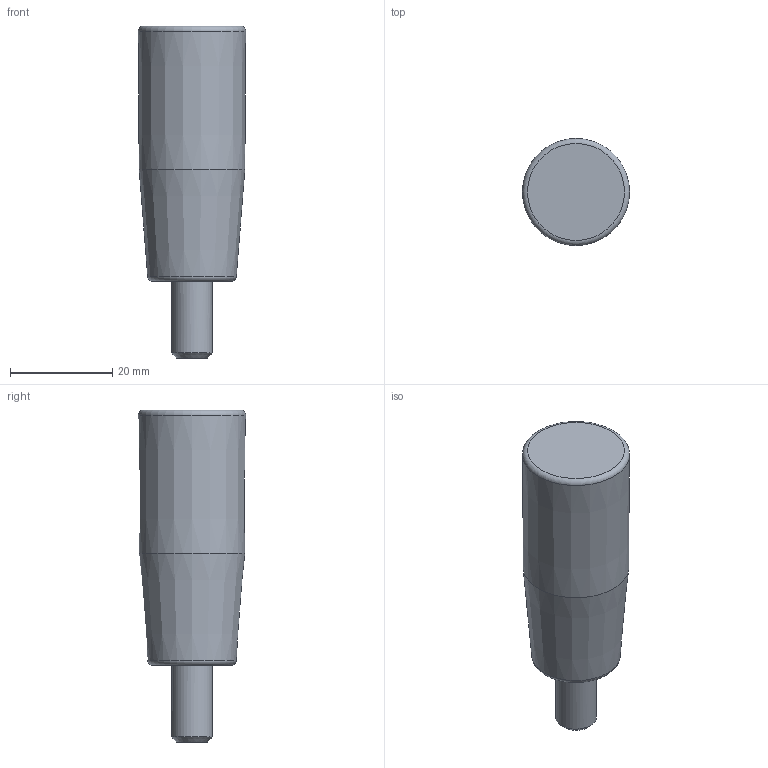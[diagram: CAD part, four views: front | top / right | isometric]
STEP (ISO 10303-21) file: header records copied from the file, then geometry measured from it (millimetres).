
FILE_DESCRIPTION( ( 'Unknown' ), '1' );
FILE_NAME( '6139007_MCF21x50_M08x15.stp', 'Unknown', ( 'Unknown' ), ( 'Unknown' ), 'PSStep 11.0', 'Unknown', ' ' );
FILE_SCHEMA( ( 'AUTOMOTIVE_DESIGN { 1 0 10303 214 1 1 1 1 }' ) );
Length unit declared in the file: millimetre
Products named in the file (1): 6136013_MC21x50
Bounding box: 20.99 x 20.99 x 65 mm (x, y, z)
Volume: 16303.9 mm3; surface area: 4229.4 mm2
Topology: 1 solids, 2 shells, 14 faces, 27 edges, 17 vertices
Faces by surface type: cone 5, plane 4, torus 3, cylinder 2
Full cylindrical faces by diameter (mm): 6.647 x1, 8 x1
Entity records: 394 total; most frequent: DIRECTION 54, CARTESIAN_POINT 40, AXIS2_PLACEMENT_3D 27, EDGE_LOOP 24, ORIENTED_EDGE 24, FACE_OUTER_BOUND 19, STYLED_ITEM 14, PRESENTATION_STYLE_ASSIGNMENT 14
